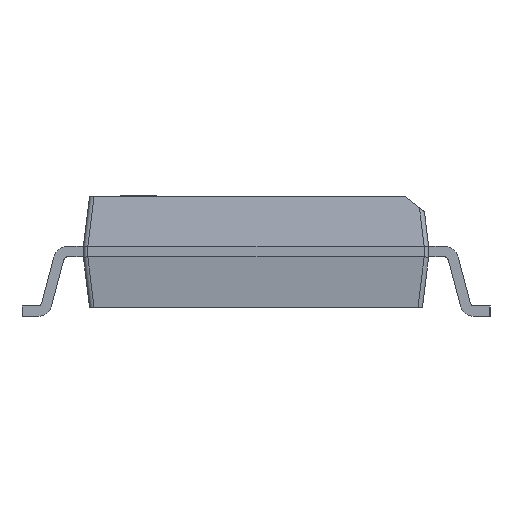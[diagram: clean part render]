
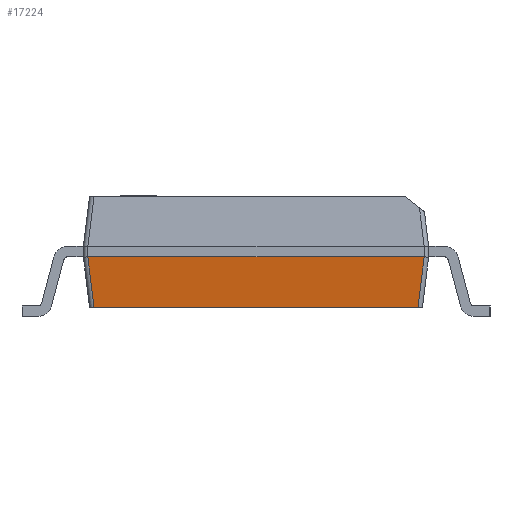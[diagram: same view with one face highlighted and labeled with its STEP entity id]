
A CAD part, left-side view. The second image highlights one B-rep face of the part: STEP entity #17224.
In plain terms, the highlighted planar face has unit normal (-0.993, 0, -0.122).
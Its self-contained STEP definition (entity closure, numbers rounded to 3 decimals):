
#1007 = CARTESIAN_POINT ( 'NONE',  ( -7.801, -3.702, -1.328 ) ) ;
#1074 = CARTESIAN_POINT ( 'NONE',  ( -7.8, 3.7, -1.34 ) ) ;
#1589 = FACE_OUTER_BOUND ( 'NONE', #3899, .T. ) ;
#2531 = CARTESIAN_POINT ( 'NONE',  ( -7.69, 3.591, -2.234 ) ) ;
#2648 = ORIENTED_EDGE ( 'NONE', *, *, #10213, .T. ) ;
#3428 = EDGE_CURVE ( 'NONE', #27550, #12765, #13835, .T. ) ;
#3899 = EDGE_LOOP ( 'NONE', ( #21413, #9392, #7830, #13360, #2648, #23807 ) ) ;
#4266 = DIRECTION ( 'NONE',  ( 0., 1., 0. ) ) ;
#6125 = CARTESIAN_POINT ( 'NONE',  ( -7.8, -3.8, -1.34 ) ) ;
#6481 = EDGE_CURVE ( 'NONE', #19501, #12454, #21107, .T. ) ;
#7523 = LINE ( 'NONE', #16045, #9906 ) ;
#7830 = ORIENTED_EDGE ( 'NONE', *, *, #8130, .F. ) ;
#8130 = EDGE_CURVE ( 'NONE', #19501, #26675, #7523, .T. ) ;
#8283 = CARTESIAN_POINT ( 'NONE',  ( -7.8, -3.7, -1.34 ) ) ;
#9392 = ORIENTED_EDGE ( 'NONE', *, *, #16951, .T. ) ;
#9639 = DIRECTION ( 'NONE',  ( -0.121, -0.121, 0.985 ) ) ;
#9699 = CARTESIAN_POINT ( 'NONE',  ( -7.8, 3.7, -1.34 ) ) ;
#9906 = VECTOR ( 'NONE', #24590, 1000. ) ;
#10213 = EDGE_CURVE ( 'NONE', #12454, #26744, #21766, .T. ) ;
#10236 = PLANE ( 'NONE',  #12326 ) ;
#11152 = DIRECTION ( 'NONE',  ( 0.121, -0.121, -0.985 ) ) ;
#11494 =( BOUNDED_CURVE ( )  B_SPLINE_CURVE ( 3, ( #18902, #27456, #8283, #16816 ),
 .UNSPECIFIED., .F., .F. ) 
 B_SPLINE_CURVE_WITH_KNOTS ( ( 4, 4 ),
 ( 6.276, 6.283 ),
 .UNSPECIFIED. ) 
 CURVE ( )  GEOMETRIC_REPRESENTATION_ITEM ( )  RATIONAL_B_SPLINE_CURVE ( ( 1., 1., 1., 1. ) ) 
 REPRESENTATION_ITEM ( '' )  );
#11806 = CARTESIAN_POINT ( 'NONE',  ( -7.8, 3.7, -1.34 ) ) ;
#12326 = AXIS2_PLACEMENT_3D ( 'NONE', #6125, #14679, #23203 ) ;
#12454 = VERTEX_POINT ( 'NONE', #15962 ) ;
#12765 = VERTEX_POINT ( 'NONE', #27153 ) ;
#13351 = VECTOR ( 'NONE', #9639, 1000. ) ;
#13360 = ORIENTED_EDGE ( 'NONE', *, *, #6481, .T. ) ;
#13835 = LINE ( 'NONE', #1007, #13351 ) ;
#14679 = DIRECTION ( 'NONE',  ( 0.993, 0., 0.122 ) ) ;
#14948 = LINE ( 'NONE', #23475, #22218 ) ;
#15962 = CARTESIAN_POINT ( 'NONE',  ( -7.8, 3.701, -1.34 ) ) ;
#16045 = CARTESIAN_POINT ( 'NONE',  ( -7.8, -3.8, -1.34 ) ) ;
#16816 = CARTESIAN_POINT ( 'NONE',  ( -7.8, -3.7, -1.34 ) ) ;
#16951 = EDGE_CURVE ( 'NONE', #12765, #26675, #11494, .T. ) ;
#17224 = ADVANCED_FACE ( 'NONE', ( #1589 ), #10236, .F. ) ;
#17507 = CARTESIAN_POINT ( 'NONE',  ( -7.664, -3.564, -2.45 ) ) ;
#18025 = VECTOR ( 'NONE', #11152, 1000. ) ;
#18244 = CARTESIAN_POINT ( 'NONE',  ( -7.8, 3.7, -1.34 ) ) ;
#18902 = CARTESIAN_POINT ( 'NONE',  ( -7.8, -3.701, -1.34 ) ) ;
#19501 = VERTEX_POINT ( 'NONE', #11806 ) ;
#19719 = CARTESIAN_POINT ( 'NONE',  ( -7.664, 3.564, -2.45 ) ) ;
#21107 =( BOUNDED_CURVE ( )  B_SPLINE_CURVE ( 3, ( #1074, #9699, #18244, #26794 ),
 .UNSPECIFIED., .F., .F. ) 
 B_SPLINE_CURVE_WITH_KNOTS ( ( 4, 4 ),
 ( 0., 0.007 ),
 .UNSPECIFIED. ) 
 CURVE ( )  GEOMETRIC_REPRESENTATION_ITEM ( )  RATIONAL_B_SPLINE_CURVE ( ( 1., 1., 1., 1. ) ) 
 REPRESENTATION_ITEM ( '' )  );
#21413 = ORIENTED_EDGE ( 'NONE', *, *, #3428, .T. ) ;
#21688 = CARTESIAN_POINT ( 'NONE',  ( -7.8, -3.7, -1.34 ) ) ;
#21766 = LINE ( 'NONE', #2531, #18025 ) ;
#22218 = VECTOR ( 'NONE', #4266, 1000. ) ;
#23203 = DIRECTION ( 'NONE',  ( 0., -1., 0. ) ) ;
#23475 = CARTESIAN_POINT ( 'NONE',  ( -7.664, 0., -2.45 ) ) ;
#23807 = ORIENTED_EDGE ( 'NONE', *, *, #25546, .F. ) ;
#24590 = DIRECTION ( 'NONE',  ( 0., -1., 0. ) ) ;
#25546 = EDGE_CURVE ( 'NONE', #27550, #26744, #14948, .T. ) ;
#26675 = VERTEX_POINT ( 'NONE', #21688 ) ;
#26744 = VERTEX_POINT ( 'NONE', #19719 ) ;
#26794 = CARTESIAN_POINT ( 'NONE',  ( -7.8, 3.701, -1.34 ) ) ;
#27153 = CARTESIAN_POINT ( 'NONE',  ( -7.8, -3.701, -1.34 ) ) ;
#27456 = CARTESIAN_POINT ( 'NONE',  ( -7.8, -3.7, -1.34 ) ) ;
#27550 = VERTEX_POINT ( 'NONE', #17507 ) ;
